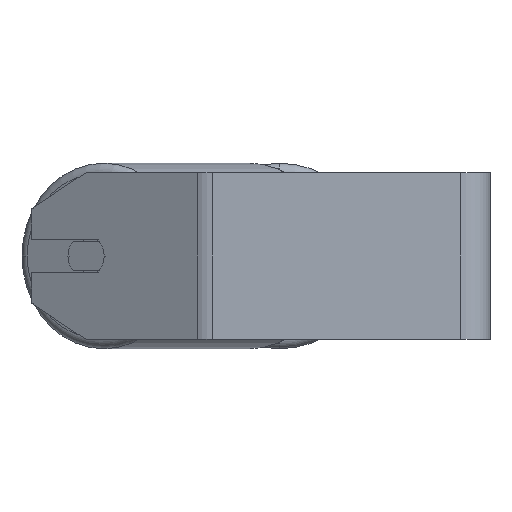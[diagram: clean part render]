
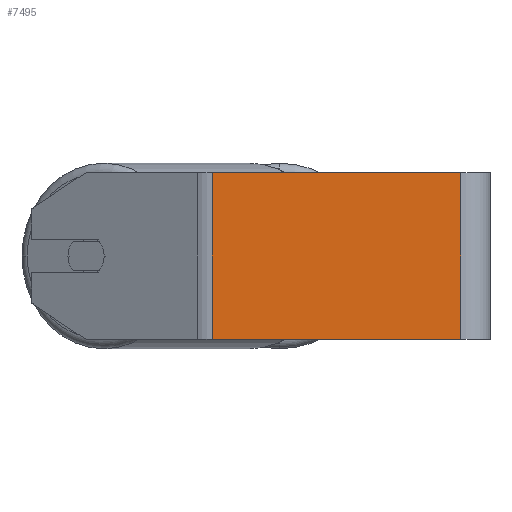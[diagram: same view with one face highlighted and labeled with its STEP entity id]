
A CAD part, left-side view. The second image highlights one B-rep face of the part: STEP entity #7495.
In plain terms, the highlighted planar face has unit normal (-1, 0, 0).
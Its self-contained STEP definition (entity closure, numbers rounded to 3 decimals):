
#160 = EDGE_CURVE ( 'NONE', #7780, #5087, #5542, .T. ) ;
#1022 = LINE ( 'NONE', #6227, #5574 ) ;
#1179 = ORIENTED_EDGE ( 'NONE', *, *, #6693, .F. ) ;
#1378 = VECTOR ( 'NONE', #2013, 1000. ) ;
#1548 = CARTESIAN_POINT ( 'NONE',  ( -285., 136.982, -40. ) ) ;
#1685 = PLANE ( 'NONE',  #4103 ) ;
#2013 = DIRECTION ( 'NONE',  ( 0., -1., 0. ) ) ;
#2266 = DIRECTION ( 'NONE',  ( 0., 0., -1. ) ) ;
#2318 = CARTESIAN_POINT ( 'NONE',  ( -285., 136.982, 40. ) ) ;
#2463 = VERTEX_POINT ( 'NONE', #7170 ) ;
#2651 = CARTESIAN_POINT ( 'NONE',  ( -285., 133.231, 40. ) ) ;
#3060 = CARTESIAN_POINT ( 'NONE',  ( -285., 14., 40. ) ) ;
#3238 = ORIENTED_EDGE ( 'NONE', *, *, #6403, .F. ) ;
#4103 = AXIS2_PLACEMENT_3D ( 'NONE', #2318, #8073, #2266 ) ;
#5087 = VERTEX_POINT ( 'NONE', #8183 ) ;
#5154 = VECTOR ( 'NONE', #6879, 1000. ) ;
#5199 = DIRECTION ( 'NONE',  ( 0., -1., 0. ) ) ;
#5257 = LINE ( 'NONE', #1548, #1378 ) ;
#5268 = ORIENTED_EDGE ( 'NONE', *, *, #160, .T. ) ;
#5457 = VERTEX_POINT ( 'NONE', #3060 ) ;
#5542 = LINE ( 'NONE', #8136, #5154 ) ;
#5559 = EDGE_LOOP ( 'NONE', ( #5794, #3238, #1179, #5268 ) ) ;
#5574 = VECTOR ( 'NONE', #5199, 1000. ) ;
#5715 = VECTOR ( 'NONE', #5817, 1000. ) ;
#5794 = ORIENTED_EDGE ( 'NONE', *, *, #7733, .T. ) ;
#5817 = DIRECTION ( 'NONE',  ( 0., 0., -1. ) ) ;
#6227 = CARTESIAN_POINT ( 'NONE',  ( -285., 136.982, 40. ) ) ;
#6403 = EDGE_CURVE ( 'NONE', #5457, #2463, #7736, .T. ) ;
#6693 = EDGE_CURVE ( 'NONE', #7780, #5457, #1022, .T. ) ;
#6879 = DIRECTION ( 'NONE',  ( 0., 0., -1. ) ) ;
#7170 = CARTESIAN_POINT ( 'NONE',  ( -285., 14., -40. ) ) ;
#7495 = ADVANCED_FACE ( 'NONE', ( #8108 ), #1685, .F. ) ;
#7733 = EDGE_CURVE ( 'NONE', #5087, #2463, #5257, .T. ) ;
#7736 = LINE ( 'NONE', #8403, #5715 ) ;
#7780 = VERTEX_POINT ( 'NONE', #2651 ) ;
#8073 = DIRECTION ( 'NONE',  ( 1., 0., 0. ) ) ;
#8108 = FACE_OUTER_BOUND ( 'NONE', #5559, .T. ) ;
#8136 = CARTESIAN_POINT ( 'NONE',  ( -285., 133.231, 40. ) ) ;
#8183 = CARTESIAN_POINT ( 'NONE',  ( -285., 133.231, -40. ) ) ;
#8403 = CARTESIAN_POINT ( 'NONE',  ( -285., 14., 40. ) ) ;
